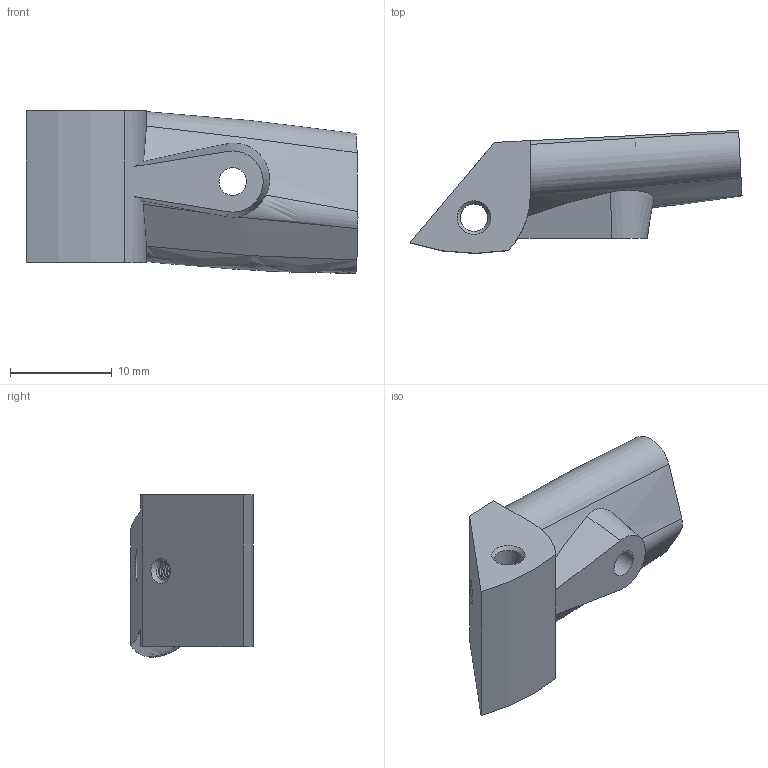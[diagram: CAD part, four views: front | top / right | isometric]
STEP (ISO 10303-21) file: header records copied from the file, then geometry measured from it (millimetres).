
FILE_DESCRIPTION(('FreeCAD Model'),'2;1');
FILE_NAME('Open CASCADE Shape Model','2023-04-25T19:49:31',(''),(''), 'Open CASCADE STEP processor 7.6','FreeCAD','Unknown');
FILE_SCHEMA(('AUTOMOTIVE_DESIGN { 1 0 10303 214 1 1 1 1 }'));
Length unit declared in the file: millimetre
Products named in the file (1): Groove039
Bounding box: 32.59 x 12.07 x 15.95 mm (x, y, z)
Volume: 2848.7 mm3; surface area: 1887 mm2
Topology: 1 solids, 1 shells, 134 faces, 338 edges, 207 vertices
Faces by surface type: bspline 86, cylinder 31, plane 10, cone 7
Full cylindrical faces by diameter (mm): 1.619 x24, 2.7 x3, 3.2 x1
Entity records: 22141 total; most frequent: CARTESIAN_POINT 16799, ORIENTED_EDGE 672, PCURVE 672, DEFINITIONAL_REPRESENTATION 672, B_SPLINE_CURVE_WITH_KNOTS 647, DIRECTION 471, EDGE_CURVE 336, LINE 327
